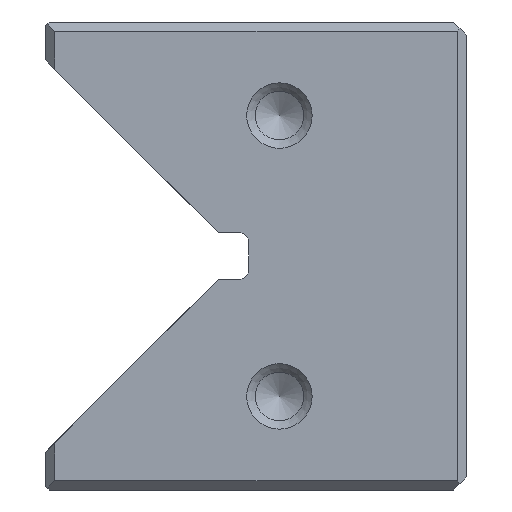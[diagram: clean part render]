
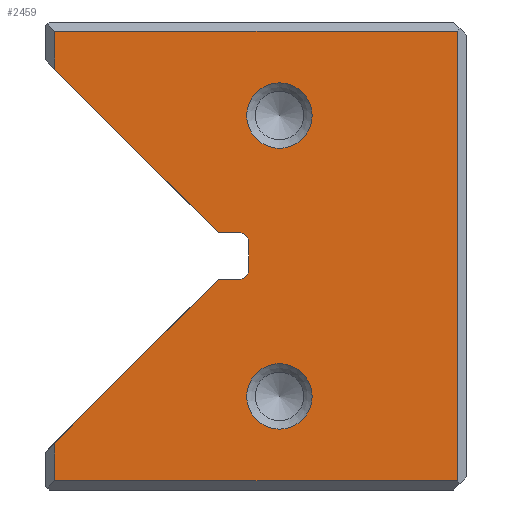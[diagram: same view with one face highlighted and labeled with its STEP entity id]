
A CAD part, left-side view. The second image highlights one B-rep face of the part: STEP entity #2459.
In plain terms, the highlighted planar face has unit normal (-1, 0, 0).
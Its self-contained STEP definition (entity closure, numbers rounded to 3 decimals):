
#2459=ADVANCED_FACE('',(#3337,#3338,#3339),#2828,.T.);
#2828=PLANE('',#8626);
#3066=CIRCLE('',#8622,3.5);
#3067=CIRCLE('',#8623,3.5);
#3068=CIRCLE('',#8624,1.);
#3069=CIRCLE('',#8625,1.);
#3337=FACE_BOUND('',#3507,.T.);
#3338=FACE_BOUND('',#3508,.T.);
#3339=FACE_BOUND('',#3509,.T.);
#3507=EDGE_LOOP('',(#4187));
#3508=EDGE_LOOP('',(#4188));
#3509=EDGE_LOOP('',(#4189,#4190,#4191,#4192,#4193,#4194,#4195,#4196,#4197,
#4198,#4199,#4200));
#4187=ORIENTED_EDGE('',*,*,#6627,.F.);
#4188=ORIENTED_EDGE('',*,*,#6628,.T.);
#4189=ORIENTED_EDGE('',*,*,#6629,.T.);
#4190=ORIENTED_EDGE('',*,*,#6630,.T.);
#4191=ORIENTED_EDGE('',*,*,#6631,.T.);
#4192=ORIENTED_EDGE('',*,*,#6632,.T.);
#4193=ORIENTED_EDGE('',*,*,#6633,.T.);
#4194=ORIENTED_EDGE('',*,*,#6634,.T.);
#4195=ORIENTED_EDGE('',*,*,#6635,.T.);
#4196=ORIENTED_EDGE('',*,*,#6636,.T.);
#4197=ORIENTED_EDGE('',*,*,#6637,.T.);
#4198=ORIENTED_EDGE('',*,*,#6638,.T.);
#4199=ORIENTED_EDGE('',*,*,#6639,.F.);
#4200=ORIENTED_EDGE('',*,*,#6640,.F.);
#5999=VERTEX_POINT('',#11039);
#6000=VERTEX_POINT('',#11041);
#6001=VERTEX_POINT('',#11043);
#6002=VERTEX_POINT('',#11044);
#6003=VERTEX_POINT('',#11046);
#6004=VERTEX_POINT('',#11048);
#6005=VERTEX_POINT('',#11050);
#6006=VERTEX_POINT('',#11052);
#6007=VERTEX_POINT('',#11054);
#6008=VERTEX_POINT('',#11056);
#6009=VERTEX_POINT('',#11058);
#6010=VERTEX_POINT('',#11060);
#6011=VERTEX_POINT('',#11062);
#6012=VERTEX_POINT('',#11064);
#6627=EDGE_CURVE('',#5999,#5999,#3066,.T.);
#6628=EDGE_CURVE('',#6000,#6000,#3067,.T.);
#6629=EDGE_CURVE('',#6001,#6002,#7449,.T.);
#6630=EDGE_CURVE('',#6002,#6003,#7450,.T.);
#6631=EDGE_CURVE('',#6003,#6004,#7451,.T.);
#6632=EDGE_CURVE('',#6004,#6005,#7452,.T.);
#6633=EDGE_CURVE('',#6005,#6006,#7453,.T.);
#6634=EDGE_CURVE('',#6006,#6007,#7454,.T.);
#6635=EDGE_CURVE('',#6007,#6008,#7455,.T.);
#6636=EDGE_CURVE('',#6008,#6009,#3068,.T.);
#6637=EDGE_CURVE('',#6009,#6010,#7456,.T.);
#6638=EDGE_CURVE('',#6010,#6011,#3069,.T.);
#6639=EDGE_CURVE('',#6012,#6011,#7457,.T.);
#6640=EDGE_CURVE('',#6001,#6012,#7458,.T.);
#7449=LINE('',#11042,#8111);
#7450=LINE('',#11045,#8112);
#7451=LINE('',#11047,#8113);
#7452=LINE('',#11049,#8114);
#7453=LINE('',#11051,#8115);
#7454=LINE('',#11053,#8116);
#7455=LINE('',#11055,#8117);
#7456=LINE('',#11059,#8118);
#7457=LINE('',#11063,#8119);
#7458=LINE('',#11065,#8120);
#8111=VECTOR('',#9145,1.);
#8112=VECTOR('',#9146,1.);
#8113=VECTOR('',#9147,1.);
#8114=VECTOR('',#9148,1.);
#8115=VECTOR('',#9149,1.);
#8116=VECTOR('',#9150,1.);
#8117=VECTOR('',#9151,1.);
#8118=VECTOR('',#9154,1.);
#8119=VECTOR('',#9157,1.);
#8120=VECTOR('',#9158,1.);
#8622=AXIS2_PLACEMENT_3D('',#11038,#9141,#9142);
#8623=AXIS2_PLACEMENT_3D('',#11040,#9143,#9144);
#8624=AXIS2_PLACEMENT_3D('',#11057,#9152,#9153);
#8625=AXIS2_PLACEMENT_3D('',#11061,#9155,#9156);
#8626=AXIS2_PLACEMENT_3D('',#11066,#9159,#9160);
#9141=DIRECTION('',(-1.,0.,0.));
#9142=DIRECTION('',(0.,0.,1.));
#9143=DIRECTION('',(1.,0.,0.));
#9144=DIRECTION('',(0.,0.,-1.));
#9145=DIRECTION('',(0.,0.,-1.));
#9146=DIRECTION('',(0.,-1.,0.));
#9147=DIRECTION('',(0.,0.,1.));
#9148=DIRECTION('',(0.,1.,0.));
#9149=DIRECTION('',(0.,0.,-1.));
#9150=DIRECTION('',(0.,-0.707,-0.707));
#9151=DIRECTION('',(0.,-1.,0.));
#9152=DIRECTION('',(1.,0.,0.));
#9153=DIRECTION('',(0.,0.,1.));
#9154=DIRECTION('',(0.,0.,-1.));
#9155=DIRECTION('',(1.,0.,0.));
#9156=DIRECTION('',(0.,0.,1.));
#9157=DIRECTION('',(0.,-1.,0.));
#9158=DIRECTION('',(0.,-0.707,0.707));
#9159=DIRECTION('',(-1.,0.,0.));
#9160=DIRECTION('',(0.,0.,-1.));
#11038=CARTESIAN_POINT('',(0.,20.,40.));
#11039=CARTESIAN_POINT('',(0.,20.,43.5));
#11040=CARTESIAN_POINT('',(0.,20.,10.));
#11041=CARTESIAN_POINT('',(0.,20.,6.5));
#11042=CARTESIAN_POINT('',(0.,44.,0.));
#11043=CARTESIAN_POINT('',(0.,44.,5.048));
#11044=CARTESIAN_POINT('',(0.,44.,1.));
#11045=CARTESIAN_POINT('',(0.,22.5,1.));
#11046=CARTESIAN_POINT('',(0.,1.,1.));
#11047=CARTESIAN_POINT('',(0.,1.,0.));
#11048=CARTESIAN_POINT('',(0.,1.,49.));
#11049=CARTESIAN_POINT('',(0.,22.5,49.));
#11050=CARTESIAN_POINT('',(0.,44.,49.));
#11051=CARTESIAN_POINT('',(0.,44.,0.));
#11052=CARTESIAN_POINT('',(0.,44.,44.952));
#11053=CARTESIAN_POINT('',(0.,45.,45.952));
#11054=CARTESIAN_POINT('',(0.,26.548,27.5));
#11055=CARTESIAN_POINT('',(0.,23.3,27.5));
#11056=CARTESIAN_POINT('',(0.,24.3,27.5));
#11057=CARTESIAN_POINT('',(0.,24.3,26.5));
#11058=CARTESIAN_POINT('',(0.,23.3,26.5));
#11059=CARTESIAN_POINT('',(0.,23.3,27.5));
#11060=CARTESIAN_POINT('',(0.,23.3,23.5));
#11061=CARTESIAN_POINT('',(0.,24.3,23.5));
#11062=CARTESIAN_POINT('',(0.,24.3,22.5));
#11063=CARTESIAN_POINT('',(0.,23.3,22.5));
#11064=CARTESIAN_POINT('',(0.,26.548,22.5));
#11065=CARTESIAN_POINT('',(0.,45.,4.048));
#11066=CARTESIAN_POINT('',(0.,22.5,0.));
